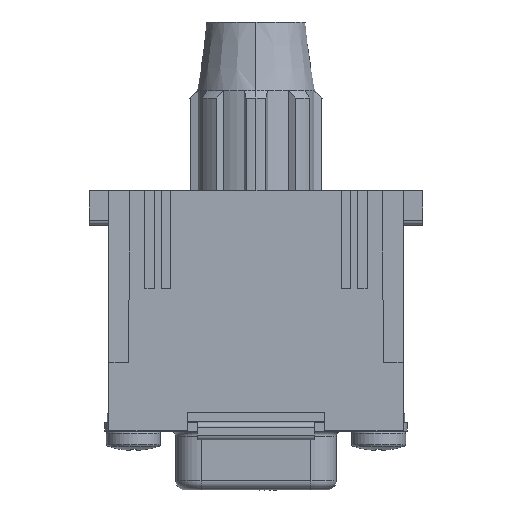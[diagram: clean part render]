
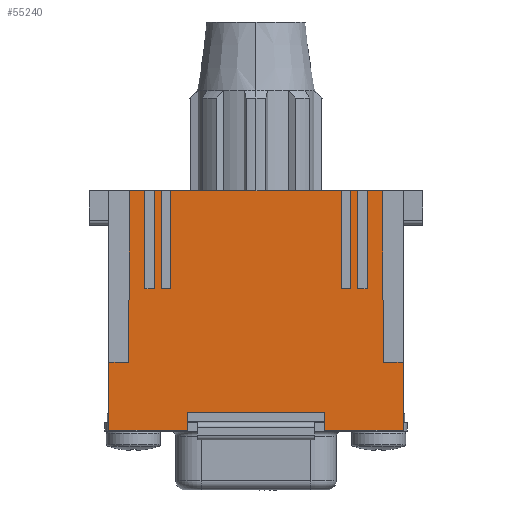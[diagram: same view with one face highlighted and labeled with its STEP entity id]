
A CAD part, left-side view. The second image highlights one B-rep face of the part: STEP entity #55240.
In plain terms, the highlighted face is planar.
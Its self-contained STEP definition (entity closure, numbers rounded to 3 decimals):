
#2120=CARTESIAN_POINT('',(56.048,68.257,-5.664));
#2130=VERTEX_POINT('',#2120);
#2160=CARTESIAN_POINT('',(56.048,58.057,-5.664));
#2170=DIRECTION('',(0.,-1.,0.));
#2180=VECTOR('',#2170,1.);
#2190=LINE('',#2160,#2180);
#2200=CARTESIAN_POINT('',(56.048,78.257,-5.664));
#2210=VERTEX_POINT('',#2200);
#2220=EDGE_CURVE('',#2210,#2130,#2190,.T.);
#2450=CARTESIAN_POINT('',(56.048,55.657,-4.559))
;
#2460=DIRECTION('',(0.,0.,-1.));
#2470=VECTOR('',#2460,1.);
#2480=LINE('',#2450,#2470);
#2490=CARTESIAN_POINT('',(56.048,55.657,-10.));
#2500=VERTEX_POINT('',#2490);
#2510=CARTESIAN_POINT('',(56.048,55.657,-24.))
;
#2520=VERTEX_POINT('',#2510);
#2530=EDGE_CURVE('',#2500,#2520,#2480,.T.);
#3140=CARTESIAN_POINT('',(56.048,78.257,-29.847))
;
#3150=VERTEX_POINT('',#3140);
#3320=CARTESIAN_POINT('',(56.048,60.757,-30.));
#3330=VERTEX_POINT('',#3320);
#3360=CARTESIAN_POINT('',(56.048,58.057,-30.024));
#3370=DIRECTION('',(0.,-1.,
-0.009));
#3380=VECTOR('',#3370,1.);
#3390=LINE('',#3360,#3380);
#3400=EDGE_CURVE('',#3150,#3330,#3390,.T.);
#5940=CARTESIAN_POINT('',(56.048,53.857,-10.))
;
#5950=VERTEX_POINT('',#5940);
#5980=CARTESIAN_POINT('',(56.048,58.057,-10.));
#5990=DIRECTION('',(0.,-1.,0.));
#6000=VECTOR('',#5990,1.);
#6010=LINE('',#5980,#6000);
#6020=EDGE_CURVE('',#2500,#5950,#6010,.T.);
#6330=CARTESIAN_POINT('',(56.048,53.857,-2.))
;
#6340=VERTEX_POINT('',#6330);
#6370=CARTESIAN_POINT('',(56.048,53.857,-2.))
;
#6380=DIRECTION('',(0.,0.,-1.));
#6390=VECTOR('',#6380,1.);
#6400=LINE('',#6370,#6390);
#6410=EDGE_CURVE('',#6340,#5950,#6400,.T.);
#17800=CARTESIAN_POINT('',(56.048,53.857,-24.)
);
#17810=VERTEX_POINT('',#17800);
#17860=CARTESIAN_POINT('',(56.048,53.857,-4.559)
);
#17870=DIRECTION('',(0.,0.,-1.));
#17880=VECTOR('',#17870,1.);
#17890=LINE('',#17860,#17880);
#17900=CARTESIAN_POINT('',(56.048,53.857,-32.)
);
#17910=VERTEX_POINT('',#17900);
#17920=EDGE_CURVE('',#17810,#17910,#17890,.T.);
#20500=CARTESIAN_POINT('',(56.048,60.757,-32.));
#20510=VERTEX_POINT('',#20500);
#20540=CARTESIAN_POINT('',(56.048,60.757,-4.559));
#20550=DIRECTION('',(0.,0.,1.));
#20560=VECTOR('',#20550,1.);
#20570=LINE('',#20540,#20560);
#20580=EDGE_CURVE('',#20510,#3330,#20570,.T.);
#29200=CARTESIAN_POINT('',(56.048,60.757,-2.));
#29210=VERTEX_POINT('',#29200);
#29240=CARTESIAN_POINT('',(56.048,54.657,-2.)
);
#29250=DIRECTION('',(0.,-1.,0.));
#29260=VECTOR('',#29250,1.);
#29270=LINE('',#29240,#29260);
#29280=EDGE_CURVE('',#29210,#6340,#29270,.T.);
#32200=CARTESIAN_POINT('',(56.048,58.057,-32.));
#32210=DIRECTION('',(0.,1.,0.));
#32220=VECTOR('',#32210,1.);
#32230=LINE('',#32200,#32220);
#32240=EDGE_CURVE('',#17910,#20510,#32230,.T.);
#34490=CARTESIAN_POINT('',(56.048,78.257,-4.153));
#34500=VERTEX_POINT('',#34490);
#34530=CARTESIAN_POINT('',(56.048,58.057,-3.976));
#34540=DIRECTION('',(0.,1.,
-0.009));
#34550=VECTOR('',#34540,1.);
#34560=LINE('',#34530,#34550);
#34570=CARTESIAN_POINT('',(56.048,60.757,-4.));
#34580=VERTEX_POINT('',#34570);
#34590=EDGE_CURVE('',#34580,#34500,#34560,.T.);
#34860=CARTESIAN_POINT('',(56.048,60.757,-0.438));
#34870=DIRECTION('',(0.,0.,1.));
#34880=VECTOR('',#34870,1.);
#34890=LINE('',#34860,#34880);
#34900=EDGE_CURVE('',#34580,#29210,#34890,.T.);
#39640=CARTESIAN_POINT('',(56.048,58.057,-24.));
#39650=DIRECTION('',(0.,-1.,0.));
#39660=VECTOR('',#39650,1.);
#39670=LINE('',#39640,#39660);
#39680=EDGE_CURVE('',#2520,#17810,#39670,.T.);
#53970=CARTESIAN_POINT('',(56.048,79.757,-2.)
);
#53980=DIRECTION('',(1.,0.,0.));
#53990=DIRECTION('',(0.,-1.,0.));
#54000=AXIS2_PLACEMENT_3D('',#53970,#53980,#53990);
#54010=PLANE('',#54000);
#54020=ORIENTED_EDGE('',*,*,#2220,.F.);
#54030=CARTESIAN_POINT('',(56.048,68.257,-4.559));
#54040=DIRECTION('',(0.,0.,-1.));
#54050=VECTOR('',#54040,1.);
#54060=LINE('',#54030,#54050);
#54070=CARTESIAN_POINT('',(56.048,68.257,-6.664));
#54080=VERTEX_POINT('',#54070);
#54090=EDGE_CURVE('',#2130,#54080,#54060,.T.);
#54100=ORIENTED_EDGE('',*,*,#54090,.F.);
#54110=CARTESIAN_POINT('',(56.048,58.057,-6.664));
#54120=DIRECTION('',(0.,1.,0.));
#54130=VECTOR('',#54120,1.);
#54140=LINE('',#54110,#54130);
#54150=CARTESIAN_POINT('',(56.048,78.257,-6.664));
#54160=VERTEX_POINT('',#54150);
#54170=EDGE_CURVE('',#54080,#54160,#54140,.T.);
#54180=ORIENTED_EDGE('',*,*,#54170,.F.);
#54190=CARTESIAN_POINT('',(56.048,78.257,-4.559));
#54200=DIRECTION('',(0.,0.,1.));
#54210=VECTOR('',#54200,1.);
#54220=LINE('',#54190,#54210);
#54230=CARTESIAN_POINT('',(56.048,78.257,-7.336));
#54240=VERTEX_POINT('',#54230);
#54250=EDGE_CURVE('',#54240,#54160,#54220,.T.);
#54260=ORIENTED_EDGE('',*,*,#54250,.T.);
#54270=CARTESIAN_POINT('',(56.048,58.057,-7.336));
#54280=DIRECTION('',(0.,-1.,0.));
#54290=VECTOR('',#54280,1.);
#54300=LINE('',#54270,#54290);
#54310=CARTESIAN_POINT('',(56.048,68.257,-7.336));
#54320=VERTEX_POINT('',#54310);
#54330=EDGE_CURVE('',#54240,#54320,#54300,.T.);
#54340=ORIENTED_EDGE('',*,*,#54330,.F.);
#54350=CARTESIAN_POINT('',(56.048,68.257,-4.559));
#54360=DIRECTION('',(0.,0.,-1.));
#54370=VECTOR('',#54360,1.);
#54380=LINE('',#54350,#54370);
#54390=CARTESIAN_POINT('',(56.048,68.257,-8.336)
);
#54400=VERTEX_POINT('',#54390);
#54410=EDGE_CURVE('',#54320,#54400,#54380,.T.);
#54420=ORIENTED_EDGE('',*,*,#54410,.F.);
#54430=CARTESIAN_POINT('',(56.048,58.057,-8.336));
#54440=DIRECTION('',(0.,1.,0.));
#54450=VECTOR('',#54440,1.);
#54460=LINE('',#54430,#54450);
#54470=CARTESIAN_POINT('',(56.048,78.257,-8.336));
#54480=VERTEX_POINT('',#54470);
#54490=EDGE_CURVE('',#54400,#54480,#54460,.T.);
#54500=ORIENTED_EDGE('',*,*,#54490,.F.);
#54510=CARTESIAN_POINT('',(56.048,78.257,-25.664)
);
#54520=VERTEX_POINT('',#54510);
#54530=EDGE_CURVE('',#54520,#54480,#54220,.T.);
#54540=ORIENTED_EDGE('',*,*,#54530,.T.);
#54550=CARTESIAN_POINT('',(56.048,58.057,-25.664));
#54560=DIRECTION('',(0.,-1.,0.));
#54570=VECTOR('',#54560,1.);
#54580=LINE('',#54550,#54570);
#54590=CARTESIAN_POINT('',(56.048,68.257,-25.664)
);
#54600=VERTEX_POINT('',#54590);
#54610=EDGE_CURVE('',#54520,#54600,#54580,.T.);
#54620=ORIENTED_EDGE('',*,*,#54610,.F.);
#54630=CARTESIAN_POINT('',(56.048,68.257,-4.559));
#54640=DIRECTION('',(0.,0.,-1.));
#54650=VECTOR('',#54640,1.);
#54660=LINE('',#54630,#54650);
#54670=CARTESIAN_POINT('',(56.048,68.257,-26.664)
);
#54680=VERTEX_POINT('',#54670);
#54690=EDGE_CURVE('',#54600,#54680,#54660,.T.);
#54700=ORIENTED_EDGE('',*,*,#54690,.F.);
#54710=CARTESIAN_POINT('',(56.048,58.057,-26.664));
#54720=DIRECTION('',(0.,1.,0.));
#54730=VECTOR('',#54720,1.);
#54740=LINE('',#54710,#54730);
#54750=CARTESIAN_POINT('',(56.048,78.257,-26.664)
);
#54760=VERTEX_POINT('',#54750);
#54770=EDGE_CURVE('',#54680,#54760,#54740,.T.);
#54780=ORIENTED_EDGE('',*,*,#54770,.F.);
#54790=CARTESIAN_POINT('',(56.048,78.257,-27.336)
);
#54800=VERTEX_POINT('',#54790);
#54810=EDGE_CURVE('',#54800,#54760,#54220,.T.);
#54820=ORIENTED_EDGE('',*,*,#54810,.T.);
#54830=CARTESIAN_POINT('',(56.048,58.057,-27.336));
#54840=DIRECTION('',(0.,-1.,0.));
#54850=VECTOR('',#54840,1.);
#54860=LINE('',#54830,#54850);
#54870=CARTESIAN_POINT('',(56.048,68.257,-27.336)
);
#54880=VERTEX_POINT('',#54870);
#54890=EDGE_CURVE('',#54800,#54880,#54860,.T.);
#54900=ORIENTED_EDGE('',*,*,#54890,.F.);
#54910=CARTESIAN_POINT('',(56.048,68.257,-4.559));
#54920=DIRECTION('',(0.,0.,-1.));
#54930=VECTOR('',#54920,1.);
#54940=LINE('',#54910,#54930);
#54950=CARTESIAN_POINT('',(56.048,68.257,-28.336)
);
#54960=VERTEX_POINT('',#54950);
#54970=EDGE_CURVE('',#54880,#54960,#54940,.T.);
#54980=ORIENTED_EDGE('',*,*,#54970,.F.);
#54990=CARTESIAN_POINT('',(56.048,58.057,-28.336));
#55000=DIRECTION('',(0.,1.,0.));
#55010=VECTOR('',#55000,1.);
#55020=LINE('',#54990,#55010);
#55030=CARTESIAN_POINT('',(56.048,78.257,-28.336)
);
#55040=VERTEX_POINT('',#55030);
#55050=EDGE_CURVE('',#54960,#55040,#55020,.T.);
#55060=ORIENTED_EDGE('',*,*,#55050,.F.);
#55070=EDGE_CURVE('',#3150,#55040,#54220,.T.);
#55080=ORIENTED_EDGE('',*,*,#55070,.T.);
#55090=ORIENTED_EDGE('',*,*,#3400,.F.);
#55100=ORIENTED_EDGE('',*,*,#20580,.T.);
#55110=ORIENTED_EDGE('',*,*,#32240,.T.);
#55120=ORIENTED_EDGE('',*,*,#17920,.T.);
#55130=ORIENTED_EDGE('',*,*,#39680,.T.);
#55140=ORIENTED_EDGE('',*,*,#2530,.T.);
#55150=ORIENTED_EDGE('',*,*,#6020,.F.);
#55160=ORIENTED_EDGE('',*,*,#6410,.T.);
#55170=ORIENTED_EDGE('',*,*,#29280,.T.);
#55180=ORIENTED_EDGE('',*,*,#34900,.T.);
#55190=ORIENTED_EDGE('',*,*,#34590,.F.);
#55200=EDGE_CURVE('',#2210,#34500,#54220,.T.);
#55210=ORIENTED_EDGE('',*,*,#55200,.T.);
#55220=EDGE_LOOP('',(#55210,#55190,#55180,#55170,#55160,#55150,#55140,
#55130,#55120,#55110,#55100,#55090,#55080,#55060,#54980,#54900,#54820,
#54780,#54700,#54620,#54540,#54500,#54420,#54340,#54260,#54180,#54100,
#54020));
#55230=FACE_OUTER_BOUND('',#55220,.T.);
#55240=ADVANCED_FACE('',(#55230),#54010,.T.);
